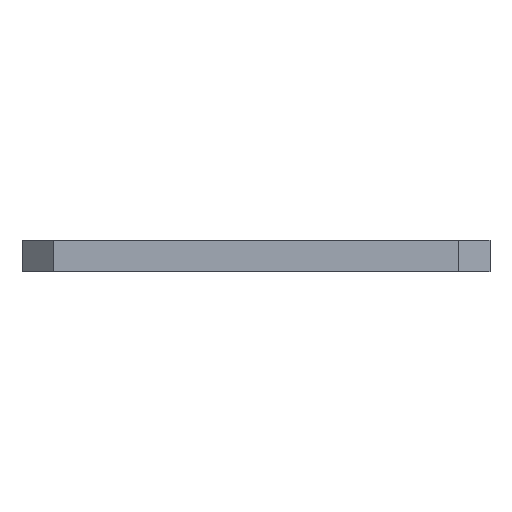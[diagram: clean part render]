
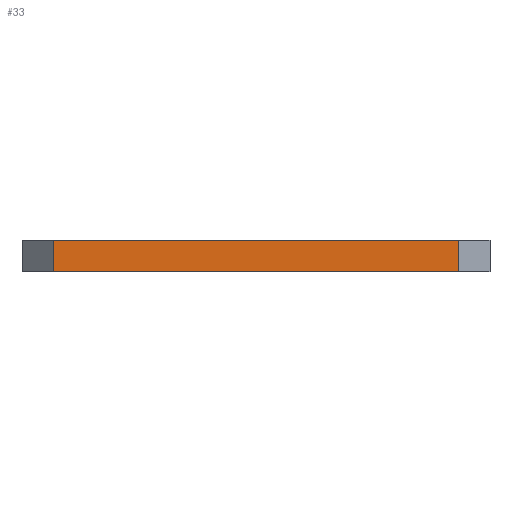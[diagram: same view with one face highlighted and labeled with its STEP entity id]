
A CAD part, left-side view. The second image highlights one B-rep face of the part: STEP entity #33.
In plain terms, the highlighted planar face has unit normal (-1, 0, 0).
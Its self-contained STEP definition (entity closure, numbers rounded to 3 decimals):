
#8 = EDGE_LOOP ( 'NONE', ( #468, #199, #593, #120 ) ) ;
#11 = EDGE_CURVE ( 'NONE', #383, #722, #512, .T. ) ;
#33 = ADVANCED_FACE ( 'NONE', ( #529 ), #115, .F. ) ;
#57 = DIRECTION ( 'NONE',  ( 0., 0., 1. ) ) ;
#92 = LINE ( 'NONE', #755, #461 ) ;
#115 = PLANE ( 'NONE',  #518 ) ;
#120 = ORIENTED_EDGE ( 'NONE', *, *, #284, .T. ) ;
#129 = DIRECTION ( 'NONE',  ( 0., 1., 0. ) ) ;
#155 = EDGE_CURVE ( 'NONE', #722, #255, #92, .T. ) ;
#173 = DIRECTION ( 'NONE',  ( 1., 0., 0. ) ) ;
#190 = CARTESIAN_POINT ( 'NONE',  ( 0., 0., 2. ) ) ;
#199 = ORIENTED_EDGE ( 'NONE', *, *, #11, .T. ) ;
#218 = CARTESIAN_POINT ( 'NONE',  ( 0., 0., 2. ) ) ;
#255 = VERTEX_POINT ( 'NONE', #434 ) ;
#284 = EDGE_CURVE ( 'NONE', #255, #643, #511, .T. ) ;
#315 = CARTESIAN_POINT ( 'NONE',  ( 0., -2., 2. ) ) ;
#361 = CARTESIAN_POINT ( 'NONE',  ( 0., -2., 0. ) ) ;
#383 = VERTEX_POINT ( 'NONE', #774 ) ;
#410 = DIRECTION ( 'NONE',  ( 0., -1., 0. ) ) ;
#434 = CARTESIAN_POINT ( 'NONE',  ( 0., -28., 0. ) ) ;
#459 = DIRECTION ( 'NONE',  ( 0., 0., -1. ) ) ;
#461 = VECTOR ( 'NONE', #616, 1000. ) ;
#468 = ORIENTED_EDGE ( 'NONE', *, *, #602, .F. ) ;
#511 = LINE ( 'NONE', #712, #607 ) ;
#512 = LINE ( 'NONE', #315, #691 ) ;
#518 = AXIS2_PLACEMENT_3D ( 'NONE', #190, #173, #129 ) ;
#529 = FACE_OUTER_BOUND ( 'NONE', #8, .T. ) ;
#593 = ORIENTED_EDGE ( 'NONE', *, *, #155, .T. ) ;
#602 = EDGE_CURVE ( 'NONE', #383, #643, #806, .T. ) ;
#607 = VECTOR ( 'NONE', #57, 1000. ) ;
#616 = DIRECTION ( 'NONE',  ( 0., -1., 0. ) ) ;
#643 = VERTEX_POINT ( 'NONE', #686 ) ;
#686 = CARTESIAN_POINT ( 'NONE',  ( 0., -28., 2. ) ) ;
#691 = VECTOR ( 'NONE', #459, 1000. ) ;
#712 = CARTESIAN_POINT ( 'NONE',  ( 0., -28., 2. ) ) ;
#722 = VERTEX_POINT ( 'NONE', #361 ) ;
#755 = CARTESIAN_POINT ( 'NONE',  ( 0., 0., 0. ) ) ;
#774 = CARTESIAN_POINT ( 'NONE',  ( 0., -2., 2. ) ) ;
#786 = VECTOR ( 'NONE', #410, 1000. ) ;
#806 = LINE ( 'NONE', #218, #786 ) ;
